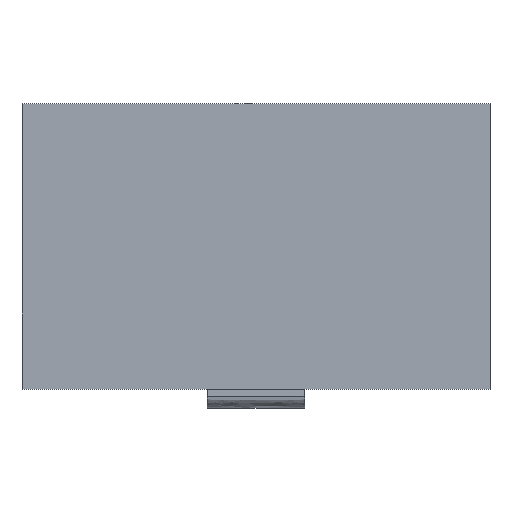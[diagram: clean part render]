
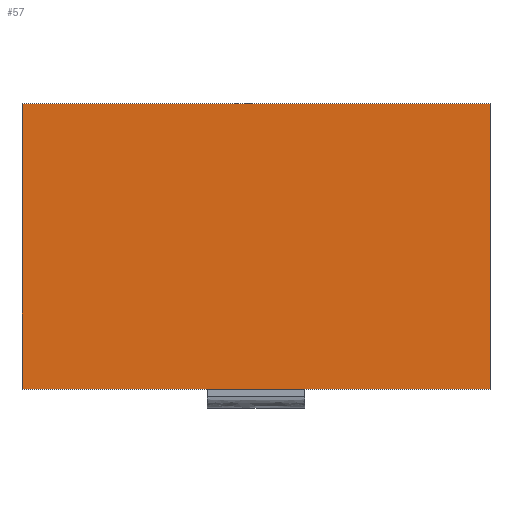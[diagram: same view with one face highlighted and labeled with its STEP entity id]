
A CAD part, top view. The second image highlights one B-rep face of the part: STEP entity #57.
In plain terms, the highlighted planar face has unit normal (0, 0, 1).
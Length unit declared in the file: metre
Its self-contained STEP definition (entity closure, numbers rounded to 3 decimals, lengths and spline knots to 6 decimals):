
#57=ADVANCED_FACE('0:113',(#112),#113,.F.);
#112=FACE_OUTER_BOUND('',#170,.T.);
#113=PLANE('',#171);
#170=EDGE_LOOP('',(#272,#273,#274,#275));
#171=AXIS2_PLACEMENT_3D('',#276,#277,#278);
#272=ORIENTED_EDGE('',*,*,#380,.T.);
#273=ORIENTED_EDGE('',*,*,#381,.T.);
#274=ORIENTED_EDGE('',*,*,#382,.T.);
#275=ORIENTED_EDGE('',*,*,#383,.T.);
#276=CARTESIAN_POINT('',(0.0,0.0,0.002));
#277=DIRECTION('',(0.0,0.0,-1.0));
#278=DIRECTION('',(-1.0,0.0,0.0));
#380=EDGE_CURVE('',#440,#441,#442,.T.);
#381=EDGE_CURVE('',#441,#443,#444,.T.);
#382=EDGE_CURVE('',#443,#445,#446,.T.);
#383=EDGE_CURVE('',#445,#440,#447,.T.);
#440=VERTEX_POINT('',#593);
#441=VERTEX_POINT('',#594);
#442=LINE('',#595,#596);
#443=VERTEX_POINT('',#597);
#444=LINE('',#598,#599);
#445=VERTEX_POINT('',#600);
#446=LINE('',#601,#602);
#447=LINE('',#603,#604);
#593=CARTESIAN_POINT('',(0.03015,-0.0184,0.002));
#594=CARTESIAN_POINT('',(0.03015,0.0184,0.002));
#595=CARTESIAN_POINT('',(0.03015,-0.0184,0.002));
#596=VECTOR('',#659,1.0);
#597=CARTESIAN_POINT('',(-0.03015,0.0184,0.002));
#598=CARTESIAN_POINT('',(-0.03015,0.0184,0.002));
#599=VECTOR('',#660,1.0);
#600=CARTESIAN_POINT('',(-0.03015,-0.0184,0.002));
#601=CARTESIAN_POINT('',(-0.03015,-0.0184,0.002));
#602=VECTOR('',#661,1.0);
#603=CARTESIAN_POINT('',(-0.03015,-0.0184,0.002));
#604=VECTOR('',#662,1.0);
#659=DIRECTION('',(0.0,1.0,0.0));
#660=DIRECTION('',(-1.0,-0.0,-0.0));
#661=DIRECTION('',(-0.0,-1.0,-0.0));
#662=DIRECTION('',(1.0,0.0,0.0));
